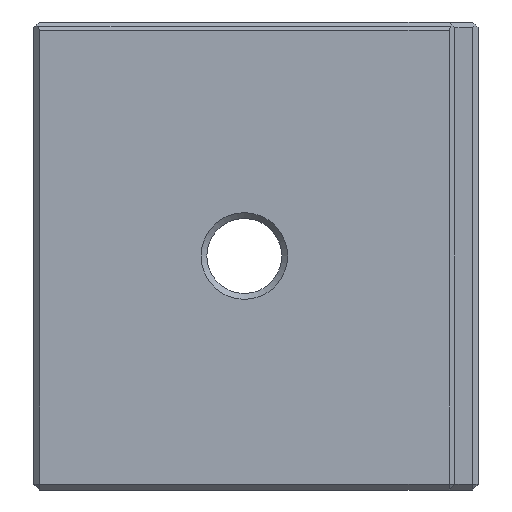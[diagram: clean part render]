
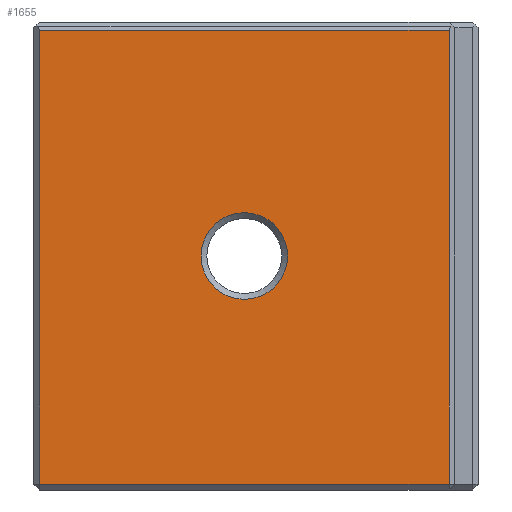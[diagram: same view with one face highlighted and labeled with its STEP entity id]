
A CAD part, left-side view. The second image highlights one B-rep face of the part: STEP entity #1655.
In plain terms, the highlighted planar face has unit normal (-1, 0, 0).
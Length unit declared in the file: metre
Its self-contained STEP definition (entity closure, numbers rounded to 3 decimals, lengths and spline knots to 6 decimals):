
#28=CIRCLE('',#1775,0.00185);
#72=ORIENTED_EDGE('',*,*,#526,.T.);
#73=ORIENTED_EDGE('',*,*,#527,.T.);
#74=ORIENTED_EDGE('',*,*,#528,.T.);
#75=ORIENTED_EDGE('',*,*,#529,.T.);
#76=ORIENTED_EDGE('',*,*,#530,.T.);
#526=EDGE_CURVE('',#752,#752,#28,.F.);
#527=EDGE_CURVE('',#753,#754,#898,.T.);
#528=EDGE_CURVE('',#754,#755,#899,.T.);
#529=EDGE_CURVE('',#755,#756,#900,.T.);
#530=EDGE_CURVE('',#756,#753,#901,.T.);
#752=VERTEX_POINT('',#2405);
#753=VERTEX_POINT('',#2407);
#754=VERTEX_POINT('',#2408);
#755=VERTEX_POINT('',#2410);
#756=VERTEX_POINT('',#2412);
#898=LINE('',#2406,#1110);
#899=LINE('',#2409,#1111);
#900=LINE('',#2411,#1112);
#901=LINE('',#2413,#1113);
#1110=VECTOR('',#1935,1.);
#1111=VECTOR('',#1936,1.);
#1112=VECTOR('',#1937,1.);
#1113=VECTOR('',#1938,1.);
#1304=EDGE_LOOP('',(#72));
#1305=EDGE_LOOP('',(#73,#74,#75,#76));
#1432=FACE_BOUND('',#1304,.T.);
#1433=FACE_BOUND('',#1305,.T.);
#1562=PLANE('',#1774);
#1655=ADVANCED_FACE('',(#1432,#1433),#1562,.T.);
#1774=AXIS2_PLACEMENT_3D('',#2403,#1931,#1932);
#1775=AXIS2_PLACEMENT_3D('',#2404,#1933,#1934);
#1931=DIRECTION('',(-1.,0.,0.));
#1932=DIRECTION('',(0.,1.,0.));
#1933=DIRECTION('',(-1.,0.,0.));
#1934=DIRECTION('',(0.,1.,0.));
#1935=DIRECTION('',(0.,1.,0.));
#1936=DIRECTION('',(0.,0.,-1.));
#1937=DIRECTION('',(0.,-1.,0.));
#1938=DIRECTION('',(0.,0.,1.));
#2403=CARTESIAN_POINT('',(-0.010023,0.000102,0.));
#2404=CARTESIAN_POINT('',(-0.010023,0.000102,0.01));
#2405=CARTESIAN_POINT('',(-0.010023,0.001952,0.01));
#2406=CARTESIAN_POINT('',(-0.010023,0.000102,0.019646));
#2407=CARTESIAN_POINT('',(-0.010023,-0.008648,0.019646));
#2408=CARTESIAN_POINT('',(-0.010023,0.008852,0.019646));
#2409=CARTESIAN_POINT('',(-0.010023,0.008852,0.));
#2410=CARTESIAN_POINT('',(-0.010023,0.008852,0.00025));
#2411=CARTESIAN_POINT('',(-0.010023,0.000102,0.00025));
#2412=CARTESIAN_POINT('',(-0.010023,-0.008648,0.00025));
#2413=CARTESIAN_POINT('',(-0.010023,-0.008648,0.01975));
